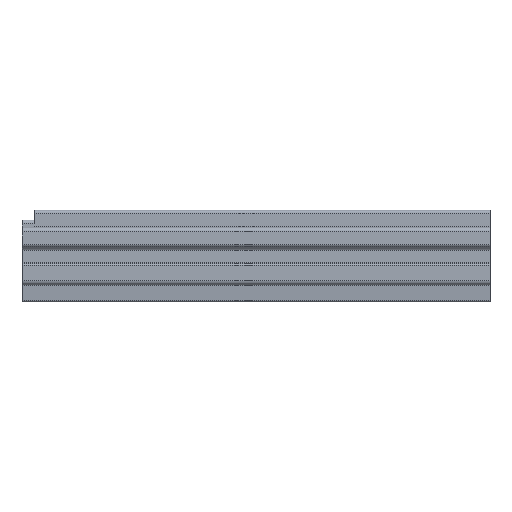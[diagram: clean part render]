
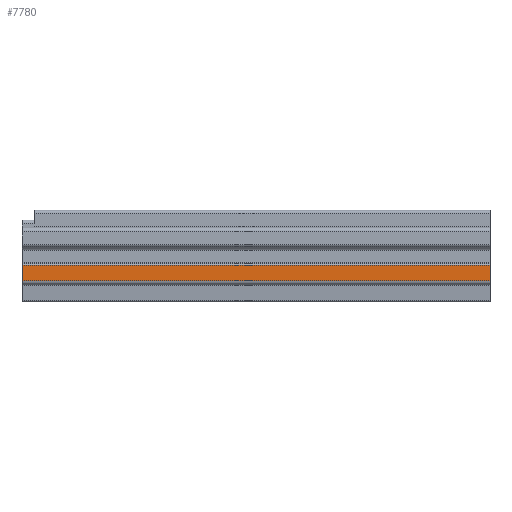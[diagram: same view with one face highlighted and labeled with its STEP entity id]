
A CAD part, left-side view. The second image highlights one B-rep face of the part: STEP entity #7780.
In plain terms, the highlighted planar face has unit normal (-1, 0, 0).
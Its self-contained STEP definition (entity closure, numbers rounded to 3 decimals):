
#362=DIRECTION('',(0.,1.,0.));
#363=VECTOR('',#362,54.);
#364=CARTESIAN_POINT('',(-6.25,-52.5,-1.057));
#365=LINE('',#364,#363);
#366=DIRECTION('',(0.,1.,0.));
#367=VECTOR('',#366,54.);
#368=CARTESIAN_POINT('',(-6.25,-52.5,-2.85));
#369=LINE('',#368,#367);
#3260=DIRECTION('',(0.,0.,1.));
#3261=VECTOR('',#3260,1.793);
#3262=CARTESIAN_POINT('',(-6.25,-52.5,-2.85));
#3263=LINE('',#3262,#3261);
#4556=DIRECTION('',(0.,0.,1.));
#4557=VECTOR('',#4556,1.793);
#4558=CARTESIAN_POINT('',(-6.25,1.5,-2.85));
#4559=LINE('',#4558,#4557);
#5814=CARTESIAN_POINT('',(-6.25,-52.5,-2.85));
#5815=VERTEX_POINT('',#5814);
#5816=CARTESIAN_POINT('',(-6.25,-52.5,-1.057));
#5817=VERTEX_POINT('',#5816);
#7376=CARTESIAN_POINT('',(-6.25,1.5,-2.85));
#7377=VERTEX_POINT('',#7376);
#7378=CARTESIAN_POINT('',(-6.25,1.5,-1.057));
#7379=VERTEX_POINT('',#7378);
#7766=CARTESIAN_POINT('',(-6.25,0.,-2.85));
#7767=DIRECTION('',(-1.,0.,0.));
#7768=DIRECTION('',(0.,0.,1.));
#7769=AXIS2_PLACEMENT_3D('',#7766,#7767,#7768);
#7770=PLANE('',#7769);
#7772=ORIENTED_EDGE('',*,*,#7771,.T.);
#7774=ORIENTED_EDGE('',*,*,#7773,.T.);
#7775=ORIENTED_EDGE('',*,*,#7756,.F.);
#7777=ORIENTED_EDGE('',*,*,#7776,.F.);
#7778=EDGE_LOOP('',(#7772,#7774,#7775,#7777));
#7779=FACE_OUTER_BOUND('',#7778,.F.);
#7780=ADVANCED_FACE('',(#7779),#7770,.T.);
#7756=EDGE_CURVE('',#5817,#7379,#365,.T.);
#7771=EDGE_CURVE('',#5815,#7377,#369,.T.);
#7773=EDGE_CURVE('',#7377,#7379,#4559,.T.);
#7776=EDGE_CURVE('',#5815,#5817,#3263,.T.);
